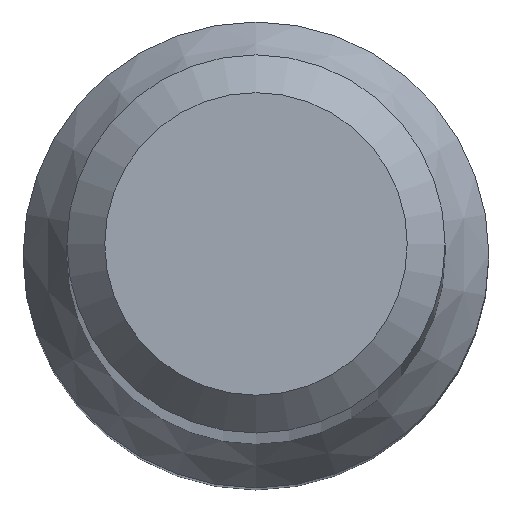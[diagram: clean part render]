
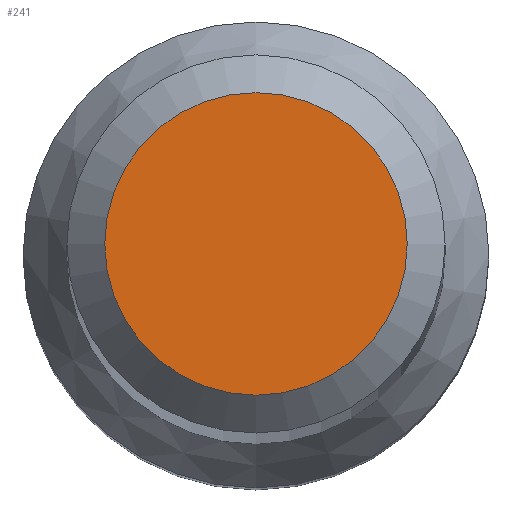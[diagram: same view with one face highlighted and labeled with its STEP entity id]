
A CAD part, top view. The second image highlights one B-rep face of the part: STEP entity #241.
In plain terms, the highlighted planar face has unit normal (0, 0, 1).
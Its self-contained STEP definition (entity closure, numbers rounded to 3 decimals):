
#1 = DIRECTION ( 'NONE',  ( 0., -1., 0. ) ) ;
#7 = AXIS2_PLACEMENT_3D ( 'NONE', #169, #243, #15 ) ;
#15 = DIRECTION ( 'NONE',  ( 0., 1., 0. ) ) ;
#22 = EDGE_LOOP ( 'NONE', ( #93 ) ) ;
#38 = CIRCLE ( 'NONE', #7, 1.6 ) ;
#69 = AXIS2_PLACEMENT_3D ( 'NONE', #73, #230, #1 ) ;
#73 = CARTESIAN_POINT ( 'NONE',  ( 0., 0., 80. ) ) ;
#93 = ORIENTED_EDGE ( 'NONE', *, *, #227, .F. ) ;
#134 = PLANE ( 'NONE',  #69 ) ;
#169 = CARTESIAN_POINT ( 'NONE',  ( 0., 0., 80. ) ) ;
#176 = CARTESIAN_POINT ( 'NONE',  ( 0., 1.6, 80. ) ) ;
#226 = FACE_OUTER_BOUND ( 'NONE', #22, .T. ) ;
#227 = EDGE_CURVE ( 'NONE', #232, #232, #38, .T. ) ;
#230 = DIRECTION ( 'NONE',  ( 0., 0., 1. ) ) ;
#232 = VERTEX_POINT ( 'NONE', #176 ) ;
#241 = ADVANCED_FACE ( 'NONE', ( #226 ), #134, .T. ) ;
#243 = DIRECTION ( 'NONE',  ( 0., 0., -1. ) ) ;
